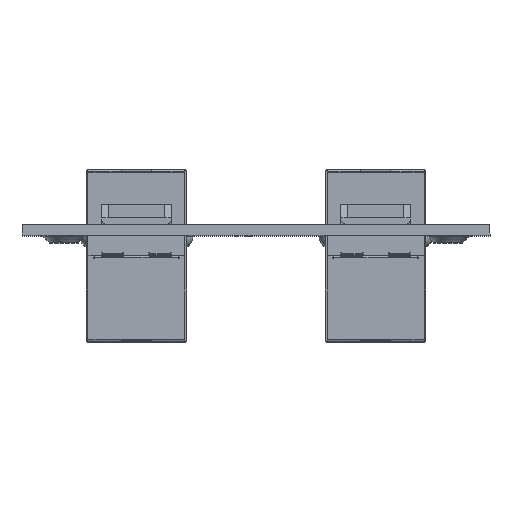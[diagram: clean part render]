
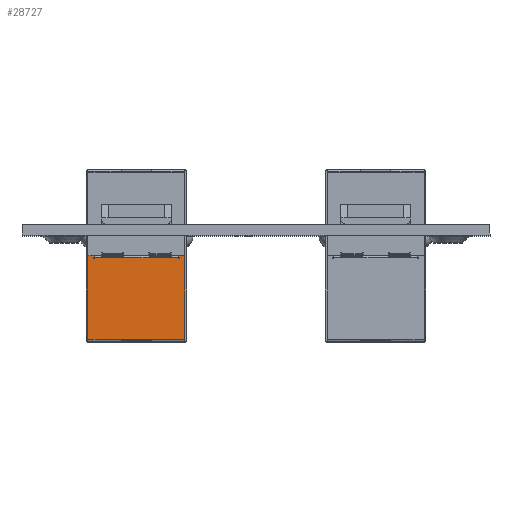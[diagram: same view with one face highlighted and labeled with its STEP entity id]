
A CAD part, top view. The second image highlights one B-rep face of the part: STEP entity #28727.
In plain terms, the highlighted face is planar.
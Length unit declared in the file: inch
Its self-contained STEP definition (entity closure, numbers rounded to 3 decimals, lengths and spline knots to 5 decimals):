
#422 = DIRECTION ( 'NONE',  ( 0., -1., 0. ) ) ;
#528 = CARTESIAN_POINT ( 'NONE',  ( -0.31693, 0.24705, -0.48228 ) ) ;
#1235 = CARTESIAN_POINT ( 'NONE',  ( -0.31693, 0.24213, -0.46654 ) ) ;
#1979 = VERTEX_POINT ( 'NONE', #528 ) ;
#1994 = CARTESIAN_POINT ( 'NONE',  ( -0.31693, -0.24213, -0.46654 ) ) ;
#2027 = EDGE_CURVE ( 'NONE', #11438, #9217, #27987, .T. ) ;
#2633 = CARTESIAN_POINT ( 'NONE',  ( -0.31693, 0.27756, -0.00315 ) ) ;
#2885 = VERTEX_POINT ( 'NONE', #42510 ) ;
#3041 = DIRECTION ( 'NONE',  ( 0., -1., 0. ) ) ;
#3278 = ORIENTED_EDGE ( 'NONE', *, *, #18491, .T. ) ;
#3417 = VECTOR ( 'NONE', #23688, 39.37008 ) ;
#3429 = EDGE_CURVE ( 'NONE', #34611, #39261, #40931, .T. ) ;
#3531 = DIRECTION ( 'NONE',  ( 0., -1., 0. ) ) ;
#4316 = CARTESIAN_POINT ( 'NONE',  ( -0.31693, -0.19882, -0.47146 ) ) ;
#4386 = CARTESIAN_POINT ( 'NONE',  ( -0.31693, 0.27756, -0.48228 ) ) ;
#4877 = AXIS2_PLACEMENT_3D ( 'NONE', #21162, #46526, #24788 ) ;
#5041 = CARTESIAN_POINT ( 'NONE',  ( -0.31693, -0.24459, -0.46654 ) ) ;
#5883 = ORIENTED_EDGE ( 'NONE', *, *, #10248, .F. ) ;
#6794 = VECTOR ( 'NONE', #40231, 39.37008 ) ;
#6880 = LINE ( 'NONE', #7422, #34701 ) ;
#7143 = FACE_OUTER_BOUND ( 'NONE', #31852, .T. ) ;
#7422 = CARTESIAN_POINT ( 'NONE',  ( -0.31693, 0.24213, -0.48228 ) ) ;
#7557 = CARTESIAN_POINT ( 'NONE',  ( -0.31693, -0.24213, -0.48228 ) ) ;
#7569 = VECTOR ( 'NONE', #11793, 39.37008 ) ;
#7604 = CARTESIAN_POINT ( 'NONE',  ( -0.31693, 0.27756, -0.48228 ) ) ;
#8225 = VERTEX_POINT ( 'NONE', #8959 ) ;
#8416 = ORIENTED_EDGE ( 'NONE', *, *, #3429, .T. ) ;
#8511 = LINE ( 'NONE', #46984, #36305 ) ;
#8678 = DIRECTION ( 'NONE',  ( 0., 0., -1. ) ) ;
#8959 = CARTESIAN_POINT ( 'NONE',  ( -0.31693, -0.27756, -0.00315 ) ) ;
#9217 = VERTEX_POINT ( 'NONE', #30838 ) ;
#9247 = CARTESIAN_POINT ( 'NONE',  ( -0.31693, 0.08661, -0.00315 ) ) ;
#9456 = AXIS2_PLACEMENT_3D ( 'NONE', #46198, #31789, #10035 ) ;
#9753 = EDGE_CURVE ( 'NONE', #15455, #39261, #45756, .T. ) ;
#9754 = CARTESIAN_POINT ( 'NONE',  ( -0.31693, 0.24213, -0.47146 ) ) ;
#10035 = DIRECTION ( 'NONE',  ( 0., 0., -1. ) ) ;
#10248 = EDGE_CURVE ( 'NONE', #36441, #1979, #16765, .T. ) ;
#10498 = VECTOR ( 'NONE', #46068, 39.37008 ) ;
#10529 = ORIENTED_EDGE ( 'NONE', *, *, #46692, .F. ) ;
#11063 = DIRECTION ( 'NONE',  ( 0., 0., 1. ) ) ;
#11383 = CARTESIAN_POINT ( 'NONE',  ( -0.31693, 0.27756, -0.00315 ) ) ;
#11438 = VERTEX_POINT ( 'NONE', #21208 ) ;
#11793 = DIRECTION ( 'NONE',  ( 0., 0., 1. ) ) ;
#12328 = CARTESIAN_POINT ( 'NONE',  ( -0.31693, -0.27756, -0.48228 ) ) ;
#12533 = EDGE_CURVE ( 'NONE', #2885, #42812, #6880, .T. ) ;
#13394 = ORIENTED_EDGE ( 'NONE', *, *, #12533, .F. ) ;
#13418 = DIRECTION ( 'NONE',  ( 0., -1., 0. ) ) ;
#13594 = VECTOR ( 'NONE', #13418, 39.37008 ) ;
#13797 = VECTOR ( 'NONE', #43218, 39.37008 ) ;
#14195 = LINE ( 'NONE', #9247, #3417 ) ;
#14384 = DIRECTION ( 'NONE',  ( 0., -1., 0. ) ) ;
#14610 = EDGE_CURVE ( 'NONE', #21575, #18929, #42544, .T. ) ;
#14849 = CARTESIAN_POINT ( 'NONE',  ( -0.31693, 0.24213, -0.47146 ) ) ;
#14937 = LINE ( 'NONE', #25114, #13797 ) ;
#15275 = EDGE_CURVE ( 'NONE', #11438, #33029, #17875, .T. ) ;
#15455 = VERTEX_POINT ( 'NONE', #1994 ) ;
#15683 = LINE ( 'NONE', #17338, #34963 ) ;
#15787 = ORIENTED_EDGE ( 'NONE', *, *, #23701, .T. ) ;
#16765 = LINE ( 'NONE', #42571, #34924 ) ;
#17099 = ORIENTED_EDGE ( 'NONE', *, *, #14610, .T. ) ;
#17338 = CARTESIAN_POINT ( 'NONE',  ( -0.31693, 0.24213, -0.47146 ) ) ;
#17348 = DIRECTION ( 'NONE',  ( 0., 0., -1. ) ) ;
#17875 = LINE ( 'NONE', #4386, #27522 ) ;
#18215 = CARTESIAN_POINT ( 'NONE',  ( -0.31693, -0.07283, -0.47146 ) ) ;
#18335 = EDGE_CURVE ( 'NONE', #41006, #21178, #14195, .T. ) ;
#18491 = EDGE_CURVE ( 'NONE', #2885, #33579, #8511, .T. ) ;
#18929 = VERTEX_POINT ( 'NONE', #18215 ) ;
#19000 = LINE ( 'NONE', #2633, #10498 ) ;
#19596 = CARTESIAN_POINT ( 'NONE',  ( -0.31693, -0.24213, -0.47146 ) ) ;
#20687 = PLANE ( 'NONE',  #9456 ) ;
#21162 = CARTESIAN_POINT ( 'NONE',  ( -0.31693, 0.24459, -0.46654 ) ) ;
#21178 = VERTEX_POINT ( 'NONE', #23000 ) ;
#21208 = CARTESIAN_POINT ( 'NONE',  ( -0.31693, -0.24705, -0.48228 ) ) ;
#21367 = ORIENTED_EDGE ( 'NONE', *, *, #35356, .F. ) ;
#21575 = VERTEX_POINT ( 'NONE', #36118 ) ;
#21944 = VERTEX_POINT ( 'NONE', #11383 ) ;
#22527 = VECTOR ( 'NONE', #3041, 39.37008 ) ;
#22871 = ORIENTED_EDGE ( 'NONE', *, *, #33415, .F. ) ;
#23000 = CARTESIAN_POINT ( 'NONE',  ( -0.31693, -0.08661, -0.00315 ) ) ;
#23341 = CARTESIAN_POINT ( 'NONE',  ( -0.31693, 0.24705, -0.46654 ) ) ;
#23688 = DIRECTION ( 'NONE',  ( 0., -1., 0. ) ) ;
#23701 = EDGE_CURVE ( 'NONE', #33029, #8225, #39048, .T. ) ;
#24788 = DIRECTION ( 'NONE',  ( 0., 0., -1. ) ) ;
#25114 = CARTESIAN_POINT ( 'NONE',  ( -0.31693, 0.27756, -0.00315 ) ) ;
#27057 = ORIENTED_EDGE ( 'NONE', *, *, #37877, .F. ) ;
#27522 = VECTOR ( 'NONE', #422, 39.37008 ) ;
#27987 = LINE ( 'NONE', #33519, #7569 ) ;
#27988 = ORIENTED_EDGE ( 'NONE', *, *, #15275, .T. ) ;
#28262 = ORIENTED_EDGE ( 'NONE', *, *, #28729, .T. ) ;
#28727 = ADVANCED_FACE ( 'NONE', ( #7143 ), #20687, .F. ) ;
#28729 = EDGE_CURVE ( 'NONE', #33579, #21575, #15683, .T. ) ;
#30439 = DIRECTION ( 'NONE',  ( -1., 0., 0. ) ) ;
#30617 = VERTEX_POINT ( 'NONE', #7604 ) ;
#30830 = AXIS2_PLACEMENT_3D ( 'NONE', #5041, #30439, #8678 ) ;
#30838 = CARTESIAN_POINT ( 'NONE',  ( -0.31693, -0.24705, -0.46654 ) ) ;
#31282 = VECTOR ( 'NONE', #14384, 39.37008 ) ;
#31553 = LINE ( 'NONE', #32261, #38901 ) ;
#31726 = CIRCLE ( 'NONE', #30830, 0.00246 ) ;
#31789 = DIRECTION ( 'NONE',  ( 1., 0., 0. ) ) ;
#31852 = EDGE_LOOP ( 'NONE', ( #5883, #44850, #13394, #3278, #28262, #17099, #22871, #8416, #35972, #21367, #36423, #27988, #15787, #46053, #33485, #10529, #27057, #33920 ) ) ;
#32188 = LINE ( 'NONE', #35224, #22527 ) ;
#32261 = CARTESIAN_POINT ( 'NONE',  ( -0.31693, 0.27756, -0.48228 ) ) ;
#32941 = DIRECTION ( 'NONE',  ( 0., 0., -1. ) ) ;
#33029 = VERTEX_POINT ( 'NONE', #36935 ) ;
#33415 = EDGE_CURVE ( 'NONE', #34611, #18929, #36880, .T. ) ;
#33485 = ORIENTED_EDGE ( 'NONE', *, *, #18335, .F. ) ;
#33519 = CARTESIAN_POINT ( 'NONE',  ( -0.31693, -0.24705, -0.48228 ) ) ;
#33579 = VERTEX_POINT ( 'NONE', #34192 ) ;
#33920 = ORIENTED_EDGE ( 'NONE', *, *, #36623, .T. ) ;
#34055 = DIRECTION ( 'NONE',  ( 0., 0., 1. ) ) ;
#34192 = CARTESIAN_POINT ( 'NONE',  ( -0.31693, 0.19882, -0.47146 ) ) ;
#34611 = VERTEX_POINT ( 'NONE', #4316 ) ;
#34701 = VECTOR ( 'NONE', #11063, 39.37008 ) ;
#34924 = VECTOR ( 'NONE', #17348, 39.37008 ) ;
#34963 = VECTOR ( 'NONE', #42728, 39.37008 ) ;
#35128 = CARTESIAN_POINT ( 'NONE',  ( -0.31693, 0.08661, -0.00315 ) ) ;
#35224 = CARTESIAN_POINT ( 'NONE',  ( -0.31693, 0.27756, -0.48228 ) ) ;
#35356 = EDGE_CURVE ( 'NONE', #9217, #15455, #31726, .T. ) ;
#35872 = DIRECTION ( 'NONE',  ( 0., 0., 1. ) ) ;
#35972 = ORIENTED_EDGE ( 'NONE', *, *, #9753, .F. ) ;
#36118 = CARTESIAN_POINT ( 'NONE',  ( -0.31693, 0.07283, -0.47146 ) ) ;
#36305 = VECTOR ( 'NONE', #3531, 39.37008 ) ;
#36423 = ORIENTED_EDGE ( 'NONE', *, *, #2027, .F. ) ;
#36441 = VERTEX_POINT ( 'NONE', #23341 ) ;
#36623 = EDGE_CURVE ( 'NONE', #30617, #1979, #32188, .T. ) ;
#36880 = LINE ( 'NONE', #14849, #6794 ) ;
#36935 = CARTESIAN_POINT ( 'NONE',  ( -0.31693, -0.27756, -0.48228 ) ) ;
#37877 = EDGE_CURVE ( 'NONE', #30617, #21944, #31553, .T. ) ;
#37884 = VECTOR ( 'NONE', #34055, 39.37008 ) ;
#38369 = VECTOR ( 'NONE', #32941, 39.37008 ) ;
#38901 = VECTOR ( 'NONE', #35872, 39.37008 ) ;
#39048 = LINE ( 'NONE', #12328, #37884 ) ;
#39261 = VERTEX_POINT ( 'NONE', #19596 ) ;
#39555 = EDGE_CURVE ( 'NONE', #21178, #8225, #14937, .T. ) ;
#40231 = DIRECTION ( 'NONE',  ( 0., 1., 0. ) ) ;
#40931 = LINE ( 'NONE', #43407, #31282 ) ;
#41006 = VERTEX_POINT ( 'NONE', #35128 ) ;
#42510 = CARTESIAN_POINT ( 'NONE',  ( -0.31693, 0.24213, -0.47146 ) ) ;
#42544 = LINE ( 'NONE', #9754, #13594 ) ;
#42571 = CARTESIAN_POINT ( 'NONE',  ( -0.31693, 0.24705, -0.48228 ) ) ;
#42728 = DIRECTION ( 'NONE',  ( 0., -1., 0. ) ) ;
#42812 = VERTEX_POINT ( 'NONE', #1235 ) ;
#43085 = CIRCLE ( 'NONE', #4877, 0.00246 ) ;
#43218 = DIRECTION ( 'NONE',  ( 0., -1., 0. ) ) ;
#43407 = CARTESIAN_POINT ( 'NONE',  ( -0.31693, 0.24213, -0.47146 ) ) ;
#43443 = EDGE_CURVE ( 'NONE', #42812, #36441, #43085, .T. ) ;
#44850 = ORIENTED_EDGE ( 'NONE', *, *, #43443, .F. ) ;
#45756 = LINE ( 'NONE', #7557, #38369 ) ;
#46053 = ORIENTED_EDGE ( 'NONE', *, *, #39555, .F. ) ;
#46068 = DIRECTION ( 'NONE',  ( 0., -1., 0. ) ) ;
#46198 = CARTESIAN_POINT ( 'NONE',  ( -0.31693, 0.27756, -0.48228 ) ) ;
#46526 = DIRECTION ( 'NONE',  ( -1., 0., 0. ) ) ;
#46692 = EDGE_CURVE ( 'NONE', #21944, #41006, #19000, .T. ) ;
#46984 = CARTESIAN_POINT ( 'NONE',  ( -0.31693, 0.24213, -0.47146 ) ) ;
